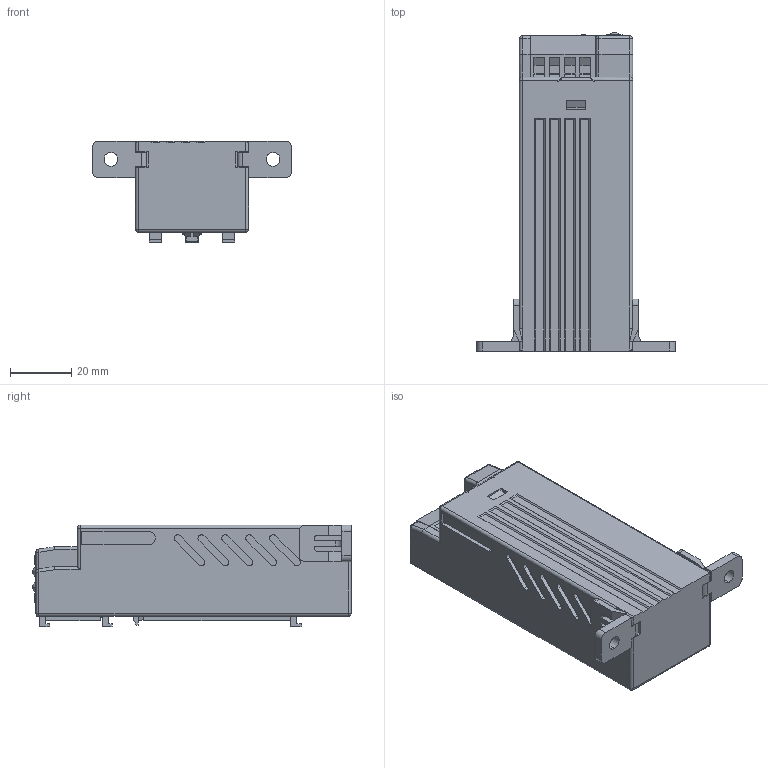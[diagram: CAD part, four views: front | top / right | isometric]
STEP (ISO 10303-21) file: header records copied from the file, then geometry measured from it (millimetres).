
FILE_DESCRIPTION((''),'2;1');
FILE_NAME('OFM600_SW0001','2024-07-18T07:48:30',('FIRARAN'),(''),'CREO PARAMETRIC BY PTC INC, 2022364','CREO PARAMETRIC BY PTC INC, 2022364','');
FILE_SCHEMA(('AUTOMOTIVE_DESIGN { 1 0 10303 214 1 1 1 1 }'));
Length unit declared in the file: millimetre
Products named in the file (1): OFM600_SW0001
Bounding box: 65 x 104 x 33.3 mm (x, y, z)
Volume: 107806.9 mm3; surface area: 19336.9 mm2
Topology: 1 solids, 1 shells, 495 faces, 1304 edges, 840 vertices
Faces by surface type: plane 401, cylinder 81, sphere 9, bspline 4
Entity records: 19283 total; most frequent: CARTESIAN_POINT 2953, ORIENTED_EDGE 2590, DIRECTION 2446, EDGE_CURVE 1295, VECTOR 1129, LINE 1129, VERTEX_POINT 840, AXIS2_PLACEMENT_3D 657
